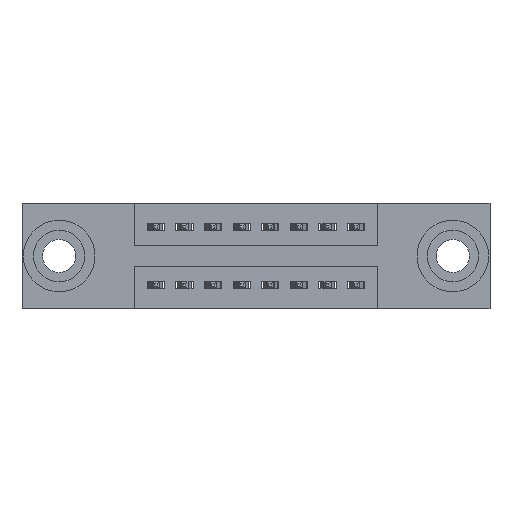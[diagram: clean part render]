
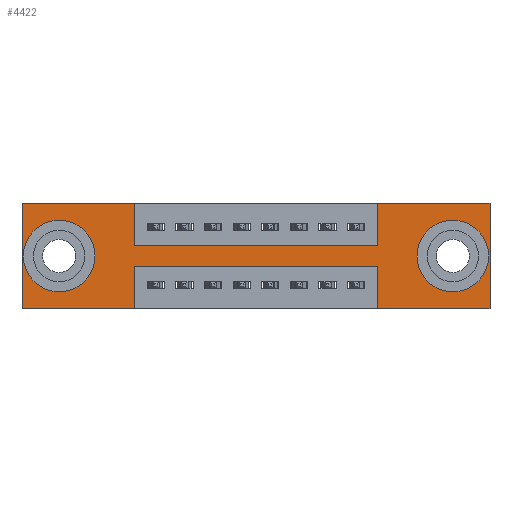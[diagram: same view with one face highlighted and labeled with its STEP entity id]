
A CAD part, front view. The second image highlights one B-rep face of the part: STEP entity #4422.
In plain terms, the highlighted planar face has unit normal (0, -1, 0).
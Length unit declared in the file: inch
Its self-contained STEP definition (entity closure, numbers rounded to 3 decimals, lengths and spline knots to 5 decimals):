
#37 = EDGE_CURVE ( 'NONE', #5413, #7381, #7634, .T. ) ;
#231 = DIRECTION ( 'NONE',  ( 0., 1., 0. ) ) ;
#232 = VECTOR ( 'NONE', #2398, 39.37008 ) ;
#233 = EDGE_CURVE ( 'NONE', #4961, #10217, #9024, .T. ) ;
#323 = ORIENTED_EDGE ( 'NONE', *, *, #5453, .F. ) ;
#392 = VECTOR ( 'NONE', #3956, 39.37008 ) ;
#616 = DIRECTION ( 'NONE',  ( 1., 0., 0. ) ) ;
#664 = CARTESIAN_POINT ( 'NONE',  ( 0.3925, 0., -0.15 ) ) ;
#681 = ORIENTED_EDGE ( 'NONE', *, *, #5881, .F. ) ;
#720 = ORIENTED_EDGE ( 'NONE', *, *, #233, .F. ) ;
#885 = CARTESIAN_POINT ( 'NONE',  ( 0.13, 0., -0.107 ) ) ;
#963 = VECTOR ( 'NONE', #11301, 39.37008 ) ;
#1004 = CIRCLE ( 'NONE', #8198, 0.078 ) ;
#1023 = LINE ( 'NONE', #1736, #2420 ) ;
#1085 = DIRECTION ( 'NONE',  ( -1., 0., 0. ) ) ;
#1203 = VERTEX_POINT ( 'NONE', #7800 ) ;
#1426 = CARTESIAN_POINT ( 'NONE',  ( 1.2425, 0., 0. ) ) ;
#1736 = CARTESIAN_POINT ( 'NONE',  ( 1.2425, 0., -0.37 ) ) ;
#1790 = VERTEX_POINT ( 'NONE', #1426 ) ;
#1807 = EDGE_CURVE ( 'NONE', #2952, #9203, #5497, .T. ) ;
#1875 = VERTEX_POINT ( 'NONE', #11384 ) ;
#1904 = VECTOR ( 'NONE', #5558, 39.37008 ) ;
#1912 = DIRECTION ( 'NONE',  ( -1., 0., 0. ) ) ;
#1962 = DIRECTION ( 'NONE',  ( 0., 1., 0. ) ) ;
#2067 = CARTESIAN_POINT ( 'NONE',  ( 0.3925, 0., 0. ) ) ;
#2310 = ORIENTED_EDGE ( 'NONE', *, *, #9267, .T. ) ;
#2330 = CARTESIAN_POINT ( 'NONE',  ( 1.2425, 0., -0.15 ) ) ;
#2343 = CARTESIAN_POINT ( 'NONE',  ( 1.635, 0., -0.37 ) ) ;
#2398 = DIRECTION ( 'NONE',  ( 1., 0., 0. ) ) ;
#2420 = VECTOR ( 'NONE', #3549, 39.37008 ) ;
#2579 = CARTESIAN_POINT ( 'NONE',  ( 0., 0., 0. ) ) ;
#2604 = VERTEX_POINT ( 'NONE', #885 ) ;
#2812 = AXIS2_PLACEMENT_3D ( 'NONE', #10504, #6032, #7954 ) ;
#2860 = FACE_BOUND ( 'NONE', #4360, .T. ) ;
#2928 = DIRECTION ( 'NONE',  ( 0., 0., 1. ) ) ;
#2952 = VERTEX_POINT ( 'NONE', #9411 ) ;
#3091 = LINE ( 'NONE', #2067, #392 ) ;
#3143 = CARTESIAN_POINT ( 'NONE',  ( 0., 0., 0. ) ) ;
#3184 = ORIENTED_EDGE ( 'NONE', *, *, #9168, .F. ) ;
#3187 = EDGE_LOOP ( 'NONE', ( #7762, #3213 ) ) ;
#3198 = CARTESIAN_POINT ( 'NONE',  ( 0., 0., 0. ) ) ;
#3213 = ORIENTED_EDGE ( 'NONE', *, *, #11174, .T. ) ;
#3241 = CARTESIAN_POINT ( 'NONE',  ( 1.2425, 0., -0.37 ) ) ;
#3359 = EDGE_CURVE ( 'NONE', #10217, #10295, #10771, .T. ) ;
#3364 = VERTEX_POINT ( 'NONE', #4845 ) ;
#3549 = DIRECTION ( 'NONE',  ( 0., 0., 1. ) ) ;
#3568 = DIRECTION ( 'NONE',  ( 0., 0., 1. ) ) ;
#3878 = CIRCLE ( 'NONE', #8125, 0.078 ) ;
#3956 = DIRECTION ( 'NONE',  ( 0., 0., -1. ) ) ;
#4076 = ORIENTED_EDGE ( 'NONE', *, *, #6913, .F. ) ;
#4128 = CARTESIAN_POINT ( 'NONE',  ( 1.2425, 0., 0. ) ) ;
#4159 = ORIENTED_EDGE ( 'NONE', *, *, #7219, .F. ) ;
#4238 = CARTESIAN_POINT ( 'NONE',  ( 1.2425, 0., -0.22 ) ) ;
#4292 = DIRECTION ( 'NONE',  ( 0., -1., 0. ) ) ;
#4360 = EDGE_LOOP ( 'NONE', ( #6841, #2310 ) ) ;
#4397 = CARTESIAN_POINT ( 'NONE',  ( 0.3925, 0., -0.22 ) ) ;
#4422 = ADVANCED_FACE ( 'NONE', ( #5463, #2860, #9483 ), #9599, .T. ) ;
#4477 = VERTEX_POINT ( 'NONE', #6257 ) ;
#4531 = VECTOR ( 'NONE', #7617, 39.37008 ) ;
#4598 = CARTESIAN_POINT ( 'NONE',  ( 0.3925, 0., -0.22 ) ) ;
#4736 = LINE ( 'NONE', #10391, #11000 ) ;
#4820 = LINE ( 'NONE', #5918, #232 ) ;
#4845 = CARTESIAN_POINT ( 'NONE',  ( 0., 0., -0.37 ) ) ;
#4857 = VECTOR ( 'NONE', #616, 39.37008 ) ;
#4961 = VERTEX_POINT ( 'NONE', #4238 ) ;
#5031 = DIRECTION ( 'NONE',  ( 0., 0., -1. ) ) ;
#5065 = DIRECTION ( 'NONE',  ( 0., 1., 0. ) ) ;
#5070 = EDGE_CURVE ( 'NONE', #7381, #4961, #1023, .T. ) ;
#5304 = CARTESIAN_POINT ( 'NONE',  ( 0.3925, 0., 0. ) ) ;
#5352 = DIRECTION ( 'NONE',  ( 0., 0., -1. ) ) ;
#5413 = VERTEX_POINT ( 'NONE', #2343 ) ;
#5453 = EDGE_CURVE ( 'NONE', #10295, #3364, #4736, .T. ) ;
#5463 = FACE_BOUND ( 'NONE', #3187, .T. ) ;
#5497 = LINE ( 'NONE', #3143, #4531 ) ;
#5535 = CARTESIAN_POINT ( 'NONE',  ( 0.13, 0., -0.185 ) ) ;
#5558 = DIRECTION ( 'NONE',  ( 0., 0., -1. ) ) ;
#5673 = LINE ( 'NONE', #4128, #963 ) ;
#5750 = EDGE_CURVE ( 'NONE', #2604, #1875, #1004, .T. ) ;
#5881 = EDGE_CURVE ( 'NONE', #1790, #1203, #7937, .T. ) ;
#5918 = CARTESIAN_POINT ( 'NONE',  ( 0.3925, 0., -0.15 ) ) ;
#5951 = DIRECTION ( 'NONE',  ( -1., 0., 0. ) ) ;
#6032 = DIRECTION ( 'NONE',  ( 0., 1., 0. ) ) ;
#6087 = CARTESIAN_POINT ( 'NONE',  ( 0.3925, 0., -0.37 ) ) ;
#6184 = ORIENTED_EDGE ( 'NONE', *, *, #10910, .F. ) ;
#6224 = ORIENTED_EDGE ( 'NONE', *, *, #3359, .F. ) ;
#6257 = CARTESIAN_POINT ( 'NONE',  ( 1.505, 0., -0.107 ) ) ;
#6819 = EDGE_LOOP ( 'NONE', ( #6224, #720, #10691, #10539, #4159, #681, #3184, #4076, #6184, #9026, #7334, #323 ) ) ;
#6841 = ORIENTED_EDGE ( 'NONE', *, *, #5750, .T. ) ;
#6887 = EDGE_CURVE ( 'NONE', #4477, #9618, #11237, .T. ) ;
#6913 = EDGE_CURVE ( 'NONE', #10655, #9540, #4820, .T. ) ;
#7219 = EDGE_CURVE ( 'NONE', #1203, #5413, #7743, .T. ) ;
#7224 = CIRCLE ( 'NONE', #2812, 0.078 ) ;
#7334 = ORIENTED_EDGE ( 'NONE', *, *, #7628, .F. ) ;
#7373 = CARTESIAN_POINT ( 'NONE',  ( 0.13, 0., -0.185 ) ) ;
#7381 = VERTEX_POINT ( 'NONE', #3241 ) ;
#7617 = DIRECTION ( 'NONE',  ( 1., 0., 0. ) ) ;
#7623 = VECTOR ( 'NONE', #1085, 39.37008 ) ;
#7628 = EDGE_CURVE ( 'NONE', #3364, #2952, #11240, .T. ) ;
#7634 = LINE ( 'NONE', #8015, #9703 ) ;
#7743 = LINE ( 'NONE', #11510, #9430 ) ;
#7762 = ORIENTED_EDGE ( 'NONE', *, *, #6887, .T. ) ;
#7800 = CARTESIAN_POINT ( 'NONE',  ( 1.635, 0., 0. ) ) ;
#7801 = CARTESIAN_POINT ( 'NONE',  ( 1.505, 0., -0.185 ) ) ;
#7804 = AXIS2_PLACEMENT_3D ( 'NONE', #10457, #4292, #7967 ) ;
#7937 = LINE ( 'NONE', #3198, #4857 ) ;
#7954 = DIRECTION ( 'NONE',  ( 0., 0., -1. ) ) ;
#7967 = DIRECTION ( 'NONE',  ( 0., 0., -1. ) ) ;
#8015 = CARTESIAN_POINT ( 'NONE',  ( 0., 0., -0.37 ) ) ;
#8033 = AXIS2_PLACEMENT_3D ( 'NONE', #7801, #5065, #5031 ) ;
#8125 = AXIS2_PLACEMENT_3D ( 'NONE', #7373, #231, #9274 ) ;
#8198 = AXIS2_PLACEMENT_3D ( 'NONE', #5535, #1962, #2928 ) ;
#9024 = LINE ( 'NONE', #4598, #7623 ) ;
#9026 = ORIENTED_EDGE ( 'NONE', *, *, #1807, .F. ) ;
#9168 = EDGE_CURVE ( 'NONE', #9540, #1790, #5673, .T. ) ;
#9203 = VERTEX_POINT ( 'NONE', #5304 ) ;
#9260 = CARTESIAN_POINT ( 'NONE',  ( 0.3925, 0., -0.37 ) ) ;
#9267 = EDGE_CURVE ( 'NONE', #1875, #2604, #3878, .T. ) ;
#9274 = DIRECTION ( 'NONE',  ( 0., 0., 1. ) ) ;
#9411 = CARTESIAN_POINT ( 'NONE',  ( 0., 0., 0. ) ) ;
#9430 = VECTOR ( 'NONE', #5352, 39.37008 ) ;
#9483 = FACE_OUTER_BOUND ( 'NONE', #6819, .T. ) ;
#9540 = VERTEX_POINT ( 'NONE', #2330 ) ;
#9599 = PLANE ( 'NONE',  #7804 ) ;
#9618 = VERTEX_POINT ( 'NONE', #11401 ) ;
#9703 = VECTOR ( 'NONE', #1912, 39.37008 ) ;
#10113 = VECTOR ( 'NONE', #3568, 39.37008 ) ;
#10217 = VERTEX_POINT ( 'NONE', #4397 ) ;
#10295 = VERTEX_POINT ( 'NONE', #6087 ) ;
#10391 = CARTESIAN_POINT ( 'NONE',  ( 0., 0., -0.37 ) ) ;
#10457 = CARTESIAN_POINT ( 'NONE',  ( 0., 0., -0.37 ) ) ;
#10504 = CARTESIAN_POINT ( 'NONE',  ( 1.505, 0., -0.185 ) ) ;
#10539 = ORIENTED_EDGE ( 'NONE', *, *, #37, .F. ) ;
#10655 = VERTEX_POINT ( 'NONE', #664 ) ;
#10691 = ORIENTED_EDGE ( 'NONE', *, *, #5070, .F. ) ;
#10771 = LINE ( 'NONE', #9260, #1904 ) ;
#10910 = EDGE_CURVE ( 'NONE', #9203, #10655, #3091, .T. ) ;
#11000 = VECTOR ( 'NONE', #5951, 39.37008 ) ;
#11174 = EDGE_CURVE ( 'NONE', #9618, #4477, #7224, .T. ) ;
#11237 = CIRCLE ( 'NONE', #8033, 0.078 ) ;
#11240 = LINE ( 'NONE', #2579, #10113 ) ;
#11301 = DIRECTION ( 'NONE',  ( 0., 0., 1. ) ) ;
#11384 = CARTESIAN_POINT ( 'NONE',  ( 0.13, 0., -0.263 ) ) ;
#11401 = CARTESIAN_POINT ( 'NONE',  ( 1.505, 0., -0.263 ) ) ;
#11510 = CARTESIAN_POINT ( 'NONE',  ( 1.635, 0., 0. ) ) ;
